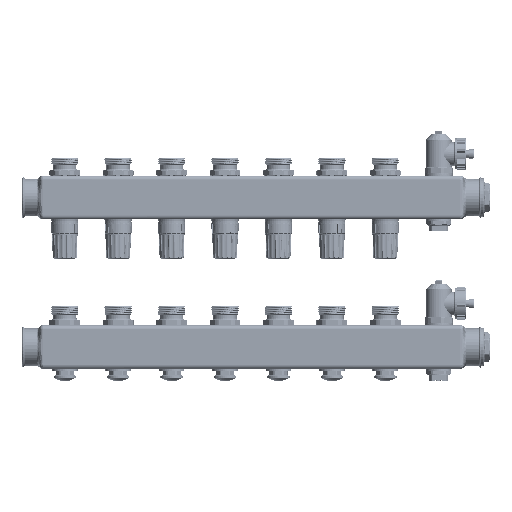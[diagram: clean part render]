
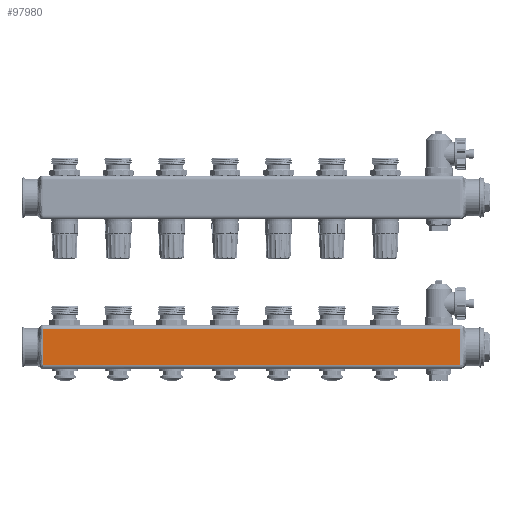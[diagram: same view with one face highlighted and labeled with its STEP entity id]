
A CAD part, front view. The second image highlights one B-rep face of the part: STEP entity #97980.
In plain terms, the highlighted planar face has unit normal (0, -1, 0).
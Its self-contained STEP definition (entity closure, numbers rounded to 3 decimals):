
#93443=CARTESIAN_POINT('',(19.869,-20.,
16.5));
#93604=CARTESIAN_POINT('',(19.869,-20.,
-16.5));
#93610=CARTESIAN_POINT('',(410.131,-20.,16.5));
#93611=CARTESIAN_POINT('',(410.131,-20.,16.5));
#93612=CARTESIAN_POINT('',(410.153,-20.,
15.994));
#93613=CARTESIAN_POINT('',(410.199,-20.,
14.986));
#93614=CARTESIAN_POINT('',(410.278,-20.,
13.481));
#93615=CARTESIAN_POINT('',(410.363,-20.,
12.));
#93616=CARTESIAN_POINT('',(410.454,-20.,
10.514));
#93617=CARTESIAN_POINT('',(410.549,-20.,8.96));
#93618=CARTESIAN_POINT('',(410.644,-20.,7.279));
#93619=CARTESIAN_POINT('',(410.726,-20.,5.475));
#93620=CARTESIAN_POINT('',(410.784,-20.,3.602));
#93621=CARTESIAN_POINT('',(410.817,-20.,1.703));
#93622=CARTESIAN_POINT('',(410.826,-20.,-0.225));
#93623=CARTESIAN_POINT('',(410.811,-20.,-2.203));
#93624=CARTESIAN_POINT('',(410.769,-20.,-4.205));
#93625=CARTESIAN_POINT('',(410.699,-20.,-6.142));
#93626=CARTESIAN_POINT('',(410.609,-20.,-7.934));
#93627=CARTESIAN_POINT('',(410.511,-20.,-9.596));
#93628=CARTESIAN_POINT('',(410.411,-20.,
-11.208));
#93629=CARTESIAN_POINT('',(410.312,-20.,
-12.863));
#93630=CARTESIAN_POINT('',(410.216,-20.,
-14.632));
#93631=CARTESIAN_POINT('',(410.159,-20.,
-15.856));
#93632=CARTESIAN_POINT('',(410.131,-20.,-16.5));
#93633=CARTESIAN_POINT('',(410.131,-20.,-16.5));
#93635=CARTESIAN_POINT('',(19.869,-20.,-16.5));
#93636=CARTESIAN_POINT('',(19.869,-20.,-16.5));
#93637=CARTESIAN_POINT('',(19.845,-20.,
-15.952));
#93638=CARTESIAN_POINT('',(19.795,-20.,
-14.855));
#93639=CARTESIAN_POINT('',(19.708,-20.,
-13.224));
#93640=CARTESIAN_POINT('',(19.614,-20.,
-11.613));
#93641=CARTESIAN_POINT('',(19.513,-20.,
-9.978));
#93642=CARTESIAN_POINT('',(19.408,-20.,
-8.247));
#93643=CARTESIAN_POINT('',(19.312,-20.,-6.388));
#93644=CARTESIAN_POINT('',(19.238,-20.,-4.449));
#93645=CARTESIAN_POINT('',(19.194,-20.,-2.503));
#93646=CARTESIAN_POINT('',(19.175,-20.,-0.574));
#93647=CARTESIAN_POINT('',(19.18,-20.,1.357));
#93648=CARTESIAN_POINT('',(19.209,-20.,3.292));
#93649=CARTESIAN_POINT('',(19.263,-20.,5.181));
#93650=CARTESIAN_POINT('',(19.339,-20.,6.947));
#93651=CARTESIAN_POINT('',(19.427,-20.,8.562));
#93652=CARTESIAN_POINT('',(19.519,-20.,10.072));
#93653=CARTESIAN_POINT('',(19.61,-20.,11.559));
#93654=CARTESIAN_POINT('',(19.701,-20.,13.098));
#93655=CARTESIAN_POINT('',(19.79,-20.,14.75));
#93656=CARTESIAN_POINT('',(19.843,-20.,15.896));
#93657=CARTESIAN_POINT('',(19.869,-20.,16.5));
#94710=DIRECTION('',(-1.,0.,0.));
#94711=VECTOR('',#94710,390.263);
#94712=CARTESIAN_POINT('',(410.131,-20.,
16.5));
#94713=LINE('',#94712,#94711);
#95782=DIRECTION('',(1.,0.,0.));
#95783=VECTOR('',#95782,390.263);
#95784=CARTESIAN_POINT('',(19.869,-20.,
-16.5));
#95785=LINE('',#95784,#95783);
#96537=VERTEX_POINT('',#93443);
#96552=VERTEX_POINT('',#93604);
#96554=VERTEX_POINT('',#93610);
#96555=VERTEX_POINT('',#93633);
#97966=CARTESIAN_POINT('',(215.,-20.,0.));
#97967=DIRECTION('',(0.,1.,0.));
#97968=DIRECTION('',(1.,0.,0.));
#97969=AXIS2_PLACEMENT_3D('',#97966,#97967,#97968);
#97970=PLANE('',#97969);
#97972=ORIENTED_EDGE('',*,*,#97971,.T.);
#97974=ORIENTED_EDGE('',*,*,#97973,.F.);
#97975=ORIENTED_EDGE('',*,*,#97960,.T.);
#97977=ORIENTED_EDGE('',*,*,#97976,.F.);
#97978=EDGE_LOOP('',(#97972,#97974,#97975,#97977));
#97979=FACE_OUTER_BOUND('',#97978,.F.);
#97980=ADVANCED_FACE('',(#97979),#97970,.F.);
#93634=B_SPLINE_CURVE_WITH_KNOTS('',3,(#93610,#93611,#93612,#93613,#93614,
#93615,#93616,#93617,#93618,#93619,#93620,#93621,#93622,#93623,#93624,#93625,
#93626,#93627,#93628,#93629,#93630,#93631,#93632,#93633),.UNSPECIFIED.,.F.,.F.,(
4,1,1,1,1,1,1,1,1,1,1,1,1,1,1,1,1,1,1,1,1,4),(0.,0.,
0.046,0.091,0.136,0.18,
0.226,0.278,0.334,0.391,
0.448,0.506,0.566,0.628,
0.688,0.743,0.792,0.84,
0.89,0.942,1.,1.),.UNSPECIFIED.);
#93658=B_SPLINE_CURVE_WITH_KNOTS('',3,(#93635,#93636,#93637,#93638,#93639,
#93640,#93641,#93642,#93643,#93644,#93645,#93646,#93647,#93648,#93649,#93650,
#93651,#93652,#93653,#93654,#93655,#93656,#93657),.UNSPECIFIED.,.F.,.F.,(4,1,1,
1,1,1,1,1,1,1,1,1,1,1,1,1,1,1,1,1,4),(0.,0.,0.049,
0.099,0.147,0.195,0.248,
0.306,0.366,0.425,0.483,
0.541,0.6,0.658,0.713,
0.761,0.806,0.851,0.897,
0.945,1.),.UNSPECIFIED.);
#97960=EDGE_CURVE('',#96552,#96537,#93658,.T.);
#97971=EDGE_CURVE('',#96554,#96555,#93634,.T.);
#97973=EDGE_CURVE('',#96552,#96555,#95785,.T.);
#97976=EDGE_CURVE('',#96554,#96537,#94713,.T.);
